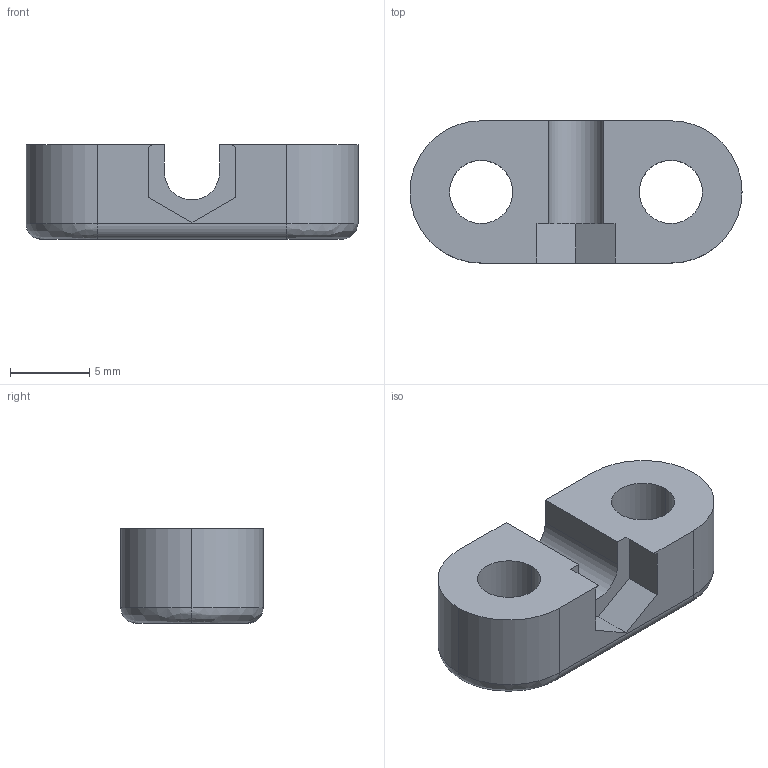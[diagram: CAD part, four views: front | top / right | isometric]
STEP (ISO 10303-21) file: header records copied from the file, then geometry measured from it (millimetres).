
FILE_DESCRIPTION (( 'STEP AP214' ), '1' );
FILE_NAME ('aperto.step', '2016-04-29T10:39:33', ( '' ), ( '' ), 'SwSTEP 2.0', 'SolidWorks 2016', '' );
FILE_SCHEMA (( 'AUTOMOTIVE_DESIGN' ));
Length unit declared in the file: millimetre
Products named in the file (1): aperto
Bounding box: 21 x 9 x 6 mm (x, y, z)
Volume: 740.4 mm3; surface area: 769.6 mm2
Topology: 1 solids, 1 shells, 27 faces, 70 edges, 45 vertices
Faces by surface type: plane 14, cylinder 10, bspline 3
Entity records: 1274 total; most frequent: CARTESIAN_POINT 271, ORIENTED_EDGE 140, DIRECTION 138, EDGE_CURVE 70, LINE 46, VECTOR 46, AXIS2_PLACEMENT_3D 46, VERTEX_POINT 45
